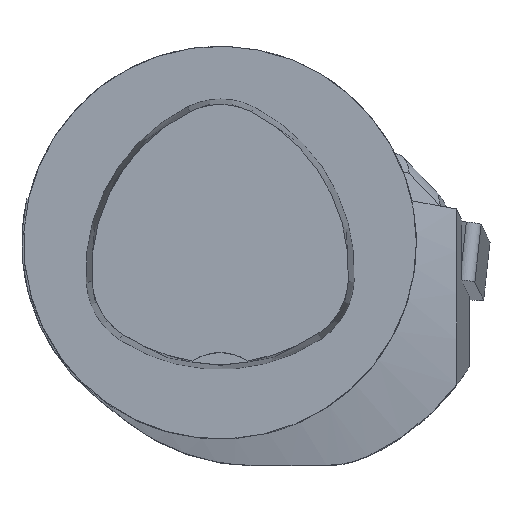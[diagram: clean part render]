
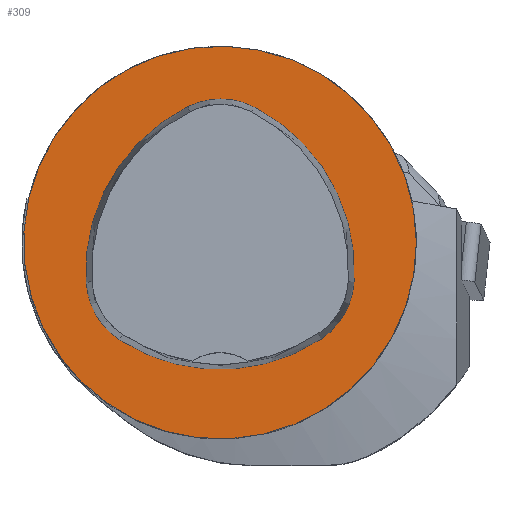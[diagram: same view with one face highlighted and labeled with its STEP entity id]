
A CAD part, top view. The second image highlights one B-rep face of the part: STEP entity #309.
In plain terms, the highlighted planar face has unit normal (0, 0, 1).
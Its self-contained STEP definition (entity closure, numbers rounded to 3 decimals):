
#309=ADVANCED_FACE('',(#715,#716),#384,.T.);
#384=PLANE('',#1886);
#715=FACE_BOUND('',#762,.T.);
#716=FACE_BOUND('',#763,.T.);
#762=EDGE_LOOP('',(#1023,#1024,#1025,#1026,#1027,#1028));
#763=EDGE_LOOP('',(#1029));
#1023=ORIENTED_EDGE('',*,*,#1597,.F.);
#1024=ORIENTED_EDGE('',*,*,#1592,.F.);
#1025=ORIENTED_EDGE('',*,*,#1587,.F.);
#1026=ORIENTED_EDGE('',*,*,#1584,.F.);
#1027=ORIENTED_EDGE('',*,*,#1581,.F.);
#1028=ORIENTED_EDGE('',*,*,#1577,.F.);
#1029=ORIENTED_EDGE('',*,*,#1568,.T.);
#1385=VERTEX_POINT('',#2747);
#1394=VERTEX_POINT('',#2766);
#1395=VERTEX_POINT('',#2767);
#1398=VERTEX_POINT('',#2775);
#1400=VERTEX_POINT('',#2781);
#1402=VERTEX_POINT('',#2787);
#1406=VERTEX_POINT('',#2800);
#1568=EDGE_CURVE('',#1385,#1385,#1711,.T.);
#1577=EDGE_CURVE('',#1394,#1395,#1712,.T.);
#1581=EDGE_CURVE('',#1395,#1398,#1714,.T.);
#1584=EDGE_CURVE('',#1398,#1400,#1716,.T.);
#1587=EDGE_CURVE('',#1400,#1402,#1718,.T.);
#1592=EDGE_CURVE('',#1402,#1406,#1721,.T.);
#1597=EDGE_CURVE('',#1406,#1394,#1724,.T.);
#1711=CIRCLE('',#1858,16.);
#1712=CIRCLE('',#1864,15.);
#1714=CIRCLE('',#1867,6.);
#1716=CIRCLE('',#1870,15.);
#1718=CIRCLE('',#1873,6.);
#1721=CIRCLE('',#1877,15.);
#1724=CIRCLE('',#1881,6.);
#1858=AXIS2_PLACEMENT_3D('',#2746,#2159,#2160);
#1864=AXIS2_PLACEMENT_3D('',#2765,#2175,#2176);
#1867=AXIS2_PLACEMENT_3D('',#2774,#2183,#2184);
#1870=AXIS2_PLACEMENT_3D('',#2780,#2190,#2191);
#1873=AXIS2_PLACEMENT_3D('',#2786,#2197,#2198);
#1877=AXIS2_PLACEMENT_3D('',#2799,#2206,#2207);
#1881=AXIS2_PLACEMENT_3D('',#2812,#2215,#2216);
#1886=AXIS2_PLACEMENT_3D('',#2817,#2225,#2226);
#2159=DIRECTION('',(0.,0.,1.));
#2160=DIRECTION('',(1.,0.,0.));
#2175=DIRECTION('',(0.,0.,1.));
#2176=DIRECTION('',(1.,0.,0.));
#2183=DIRECTION('',(0.,0.,1.));
#2184=DIRECTION('',(1.,0.,0.));
#2190=DIRECTION('',(0.,0.,1.));
#2191=DIRECTION('',(1.,0.,0.));
#2197=DIRECTION('',(0.,0.,1.));
#2198=DIRECTION('',(1.,0.,0.));
#2206=DIRECTION('',(0.,0.,1.));
#2207=DIRECTION('',(1.,0.,0.));
#2215=DIRECTION('',(0.,0.,1.));
#2216=DIRECTION('',(1.,0.,0.));
#2225=DIRECTION('',(0.,0.,1.));
#2226=DIRECTION('',(-1.,0.,0.));
#2746=CARTESIAN_POINT('',(0.,0.,0.));
#2747=CARTESIAN_POINT('',(16.,0.,0.));
#2765=CARTESIAN_POINT('',(-4.048,-2.316,0.));
#2766=CARTESIAN_POINT('',(10.926,-3.206,0.));
#2767=CARTESIAN_POINT('',(2.774,11.043,0.));
#2774=CARTESIAN_POINT('',(0.045,5.7,0.));
#2775=CARTESIAN_POINT('',(-2.638,11.066,0.));
#2780=CARTESIAN_POINT('',(4.07,-2.35,0.));
#2781=CARTESIAN_POINT('',(-10.903,-3.249,0.));
#2786=CARTESIAN_POINT('',(-4.914,-2.889,0.));
#2787=CARTESIAN_POINT('',(-8.177,-7.924,0.));
#2799=CARTESIAN_POINT('',(-0.019,4.663,0.));
#2800=CARTESIAN_POINT('',(8.24,-7.859,0.));
#2812=CARTESIAN_POINT('',(4.936,-2.85,0.));
#2817=CARTESIAN_POINT('',(0.,0.,0.));
